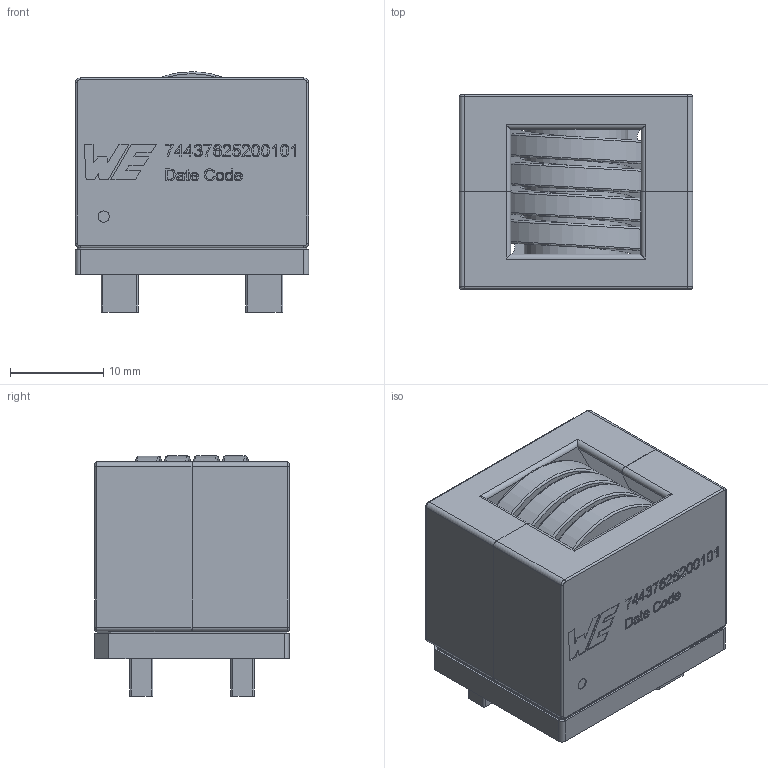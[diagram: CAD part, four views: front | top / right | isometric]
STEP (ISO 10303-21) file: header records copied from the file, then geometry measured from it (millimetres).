
FILE_DESCRIPTION(/* description */ ('Unknown'),/* implementation_level */ '2;1');
FILE_NAME(/* name */ '74437625200101',/* time_stamp */ '2024-08-19T14:46:34+08:00',/* author */ ('Unknown'),/* organization */ ('Unknown'),/* preprocessor_version */ 'ST-DEVELOPER v19.4',/* originating_system */ 'Solid Edge',/* authorisation */ 'Unknown');
FILE_SCHEMA (('AUTOMOTIVE_DESIGN {1 0 10303 214 3 1 1}'));
Length unit declared in the file: millimetre
Products named in the file (6): 74437625200101; Base; Coil_0222_0101_2.5; Core_B; Core_F; Glue
Assembly tree (5 placements, depth 2):
  74437625200101
    Base
    Coil_0222_0101_2.5
    Core_B
    Core_F
    Glue
Bounding box: 25 x 20.8 x 25.75 mm (x, y, z)
Volume: 9337 mm3; surface area: 8856 mm2
Topology: 5 solids, 5 shells, 389 faces, 975 edges, 638 vertices
Faces by surface type: plane 238, bspline 73, cylinder 70, torus 8
Full cylindrical faces by diameter (mm): 1.2 x1, 2.4 x4, 11.1 x2
Entity records: 22811 total; most frequent: CARTESIAN_POINT 11858, ORIENTED_EDGE 1916, DIRECTION 1376, EDGE_CURVE 958, VERTEX_POINT 638, LINE 476, VECTOR 476, EDGE_LOOP 470
